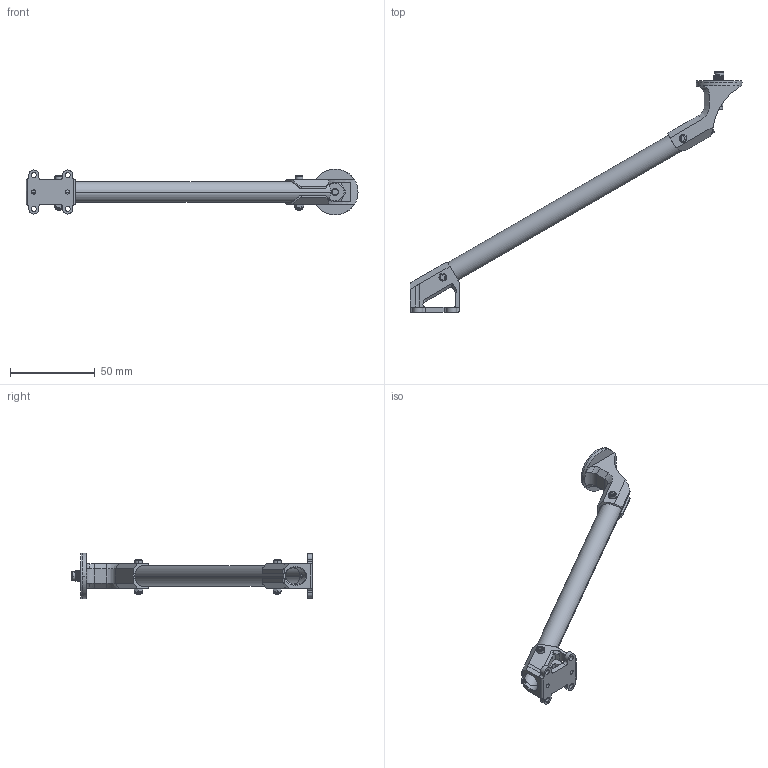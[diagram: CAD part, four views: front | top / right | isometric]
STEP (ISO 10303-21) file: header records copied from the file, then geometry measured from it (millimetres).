
FILE_DESCRIPTION((''),'2;1');
FILE_NAME('ZHIJIA-30DU-12D_ASM','2024-01-05T11:31:27',('QGLing'),(''),'CREO PARAMETRIC BY PTC INC, 2016510','CREO PARAMETRIC BY PTC INC, 2016510','');
FILE_SCHEMA(('AUTOMOTIVE_DESIGN { 1 0 10303 214 1 1 1 1 }'));
Length unit declared in the file: millimetre
Products named in the file (10): ZHIJIA-30DU-DIZUO-V002-1213; GUAN-12D-200; ZHIJIA-30DU-TXZUO-V002-1213; GB70-M25-18-5; SMA-KY3A; ZSLM-M25; EVA-DIAN-7604; SMA-DIANPIAN-BOXING; LM-SMA-M64; ZHIJIA-30DU-12D_ASM
Assembly tree (11 placements, depth 2):
  ZHIJIA-30DU-12D_ASM
    ZHIJIA-30DU-DIZUO-V002-1213
    GUAN-12D-200
    ZHIJIA-30DU-TXZUO-V002-1213
    GB70-M25-18-5  x2
    SMA-KY3A
    ZSLM-M25  x2
    EVA-DIAN-7604
    SMA-DIANPIAN-BOXING
    LM-SMA-M64
Bounding box: 196.17 x 142.03 x 27 mm (x, y, z)
Volume: 16668.2 mm3; surface area: 25403.3 mm2
Topology: 11 solids, 11 shells, 518 faces, 1386 edges, 895 vertices
Faces by surface type: cylinder 211, plane 157, cone 60, bspline 56, torus 34
Entity records: 31538 total; most frequent: CARTESIAN_POINT 16523, ORIENTED_EDGE 2338, DIRECTION 2022, PRESENTATION_STYLE_ASSIGNMENT 1182, STYLED_ITEM 1178, CURVE_STYLE 1169, EDGE_CURVE 1169, AXIS2_PLACEMENT_3D 775
